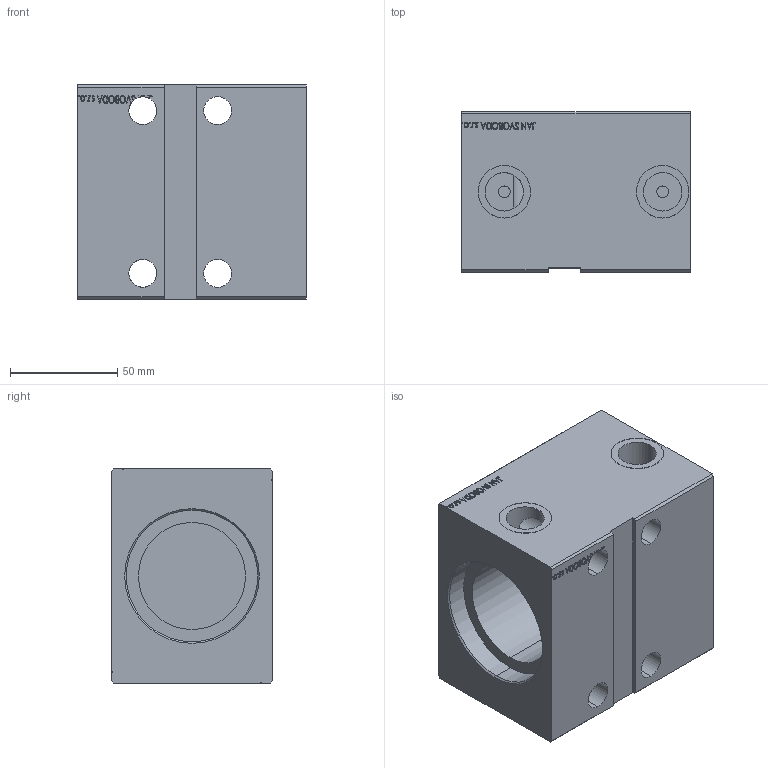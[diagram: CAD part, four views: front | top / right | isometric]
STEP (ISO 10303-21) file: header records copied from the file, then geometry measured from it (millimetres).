
FILE_DESCRIPTION (( 'STEP AP203' ), '1' );
FILE_NAME ('9545.STEP', '2024-02-11T17:45:29', ( '' ), ( '' ), 'SwSTEP 2.0', 'SolidWorks 2019', '' );
FILE_SCHEMA (( 'CONFIG_CONTROL_DESIGN' ));
Length unit declared in the file: millimetre
Products named in the file (1): 9545
Bounding box: 107 x 75 x 100 mm (x, y, z)
Volume: 567149.3 mm3; surface area: 79685.9 mm2
Topology: 1 solids, 1 shells, 775 faces, 2035 edges, 1356 vertices
Faces by surface type: plane 375, bspline 368, cylinder 30, cone 2
Entity records: 40872 total; most frequent: CARTESIAN_POINT 24079, ORIENTED_EDGE 4070, DIRECTION 2203, EDGE_CURVE 2035, VERTEX_POINT 1356, LINE 1207, VECTOR 1207, EDGE_LOOP 879
